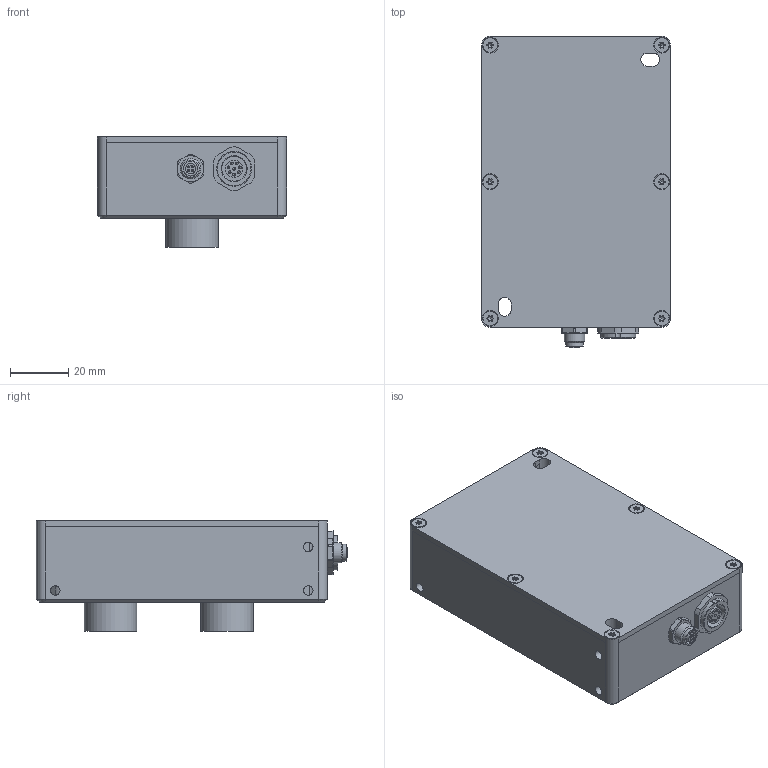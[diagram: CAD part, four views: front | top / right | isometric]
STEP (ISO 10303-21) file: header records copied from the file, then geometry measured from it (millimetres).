
FILE_DESCRIPTION(/* description */ (''),/* implementation_level */ '2;1');
FILE_NAME(/* name */ 'ipf_z3d_OKK00180.stp',/* time_stamp */ '2018-07-30T15:23:39+02:00',/* author */ ('g.aydin'),/* organization */ (''),/* preprocessor_version */ 'ST-DEVELOPER v15.2',/* originating_system */ 'Autodesk Inventor 2014',/* authorisation */ '');
FILE_SCHEMA (('AUTOMOTIVE_DESIGN { 1 0 10303 214 3 1 1 }'));
Length unit declared in the file: millimetre
Products named in the file (1): ipf_z3d_OKK00180
Bounding box: 65 x 107 x 38 mm (x, y, z)
Volume: 183713.8 mm3; surface area: 26655.7 mm2
Topology: 1 solids, 11 shells, 392 faces, 1034 edges, 685 vertices
Faces by surface type: cylinder 169, plane 160, cone 56, torus 5, sphere 2
Full cylindrical faces by diameter (mm): 0.5 x4, 1 x8, 2.013 x6, 2.5 x6, 2.8 x2, 2.9 x6, 3 x2, 3.242 x6, 4 x4, 5 x7, 6 x4, 7 x2, 7.05 x1, 8.5 x1, 18 x2
Entity records: 12430 total; most frequent: CARTESIAN_POINT 3400, ORIENTED_EDGE 1744, DIRECTION 1742, EDGE_CURVE 872, AXIS2_PLACEMENT_3D 695, VERTEX_POINT 628, EDGE_LOOP 536, FACE_OUTER_BOUND 392
